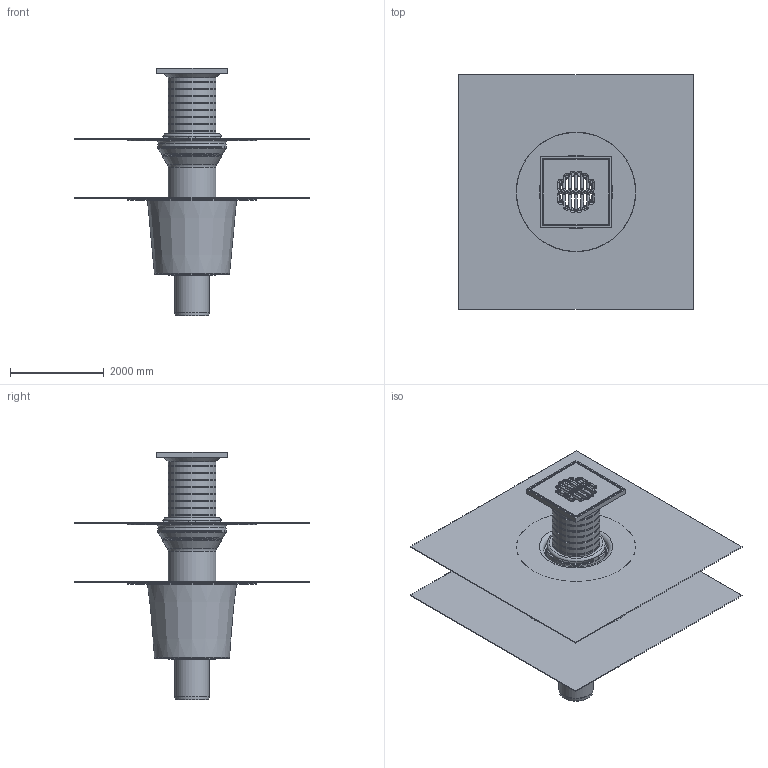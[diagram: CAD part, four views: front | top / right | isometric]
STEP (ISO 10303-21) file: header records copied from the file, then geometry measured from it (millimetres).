
FILE_DESCRIPTION(/* description */ (''),/* implementation_level */ '2;1');
FILE_NAME(/* name */ '16398.070X_3D.stp',/* time_stamp */ '2025-01-06T10:03:12+01:00',/* author */ ('c.rudolph'),/* organization */ (''),/* preprocessor_version */ 'ST-DEVELOPER v20',/* originating_system */ 'AutoCAD Mechanical',/* authorisation */ '');
FILE_SCHEMA (('AUTOMOTIVE_DESIGN { 1 0 10303 214 3 1 1 }'));
Length unit declared in the file: centimetre
Products named in the file (2): Product; *S0
Assembly tree (1 placements, depth 2):
  Product
    *S0
Bounding box: 5000 x 5000 x 5276.83 mm (x, y, z)
Volume: 3343222757.2 mm3; surface area: 200860630.4 mm2
Topology: 17 solids, 19 shells, 629 faces, 1482 edges, 908 vertices
Faces by surface type: plane 239, cylinder 187, torus 119, cone 76, sphere 8
Full cylindrical faces by diameter (mm): 35 x4, 40 x3, 80 x4, 100 x1, 698 x2, 730 x4, 960 x1, 980 x1, 1000 x1, 1010 x8, 1020 x11, 1024 x1, 1140 x1, 1150 x2, 1160 x4, 1180 x1, 1200 x6, 1250 x1, 1400 x4, 1430 x4, 1460 x2, 1470 x1
Entity records: 18914 total; most frequent: CARTESIAN_POINT 3760, DIRECTION 3470, ORIENTED_EDGE 2962, EDGE_CURVE 1481, AXIS2_PLACEMENT_3D 1433, VERTEX_POINT 906, CIRCLE 785, EDGE_LOOP 713
